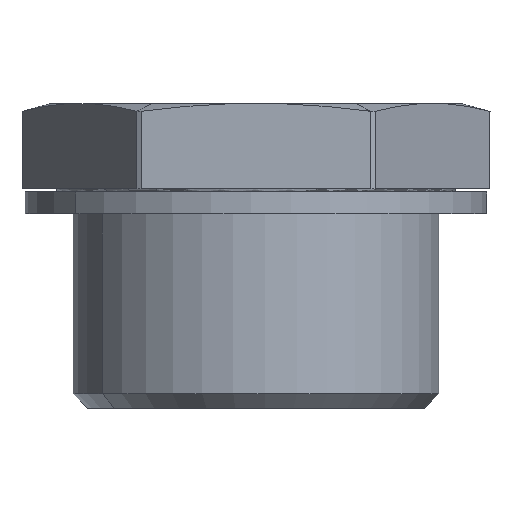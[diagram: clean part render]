
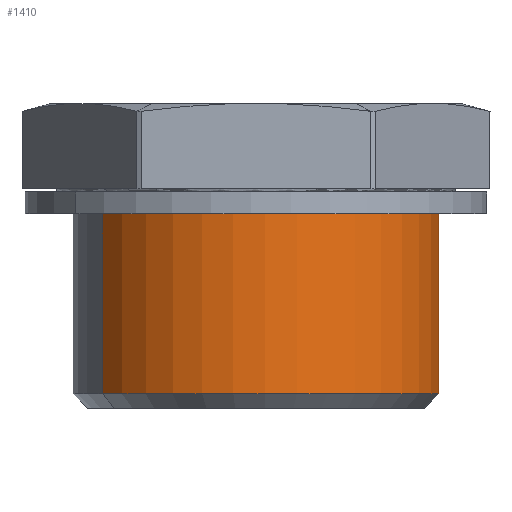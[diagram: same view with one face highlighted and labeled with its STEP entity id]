
A CAD part, left-side view. The second image highlights one B-rep face of the part: STEP entity #1410.
In plain terms, the highlighted cylindrical face has radius 12.5 mm (diameter 25 mm), a partial arc.
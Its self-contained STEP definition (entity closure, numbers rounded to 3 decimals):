
#951=AXIS2_PLACEMENT_3D('Circle Axis2P3D',#949,#950,$) ;
#1270=AXIS2_PLACEMENT_3D('Cylinder Axis2P3D',#1267,#1268,#1269) ;
#1401=AXIS2_PLACEMENT_3D('Circle Axis2P3D',#1399,#1400,$) ;
#944=CARTESIAN_POINT('Vertex',(22.538,5.478,13.273)) ;
#946=CARTESIAN_POINT('Vertex',(8.962,26.471,13.273)) ;
#949=CARTESIAN_POINT('Axis2P3D Location',(15.75,15.975,13.273)) ;
#1267=CARTESIAN_POINT('Axis2P3D Location',(15.75,15.975,10.)) ;
#1385=CARTESIAN_POINT('Line Origine',(22.538,5.478,10.)) ;
#1389=CARTESIAN_POINT('Vertex',(22.538,5.478,1.)) ;
#1392=CARTESIAN_POINT('Line Origine',(8.962,26.471,10.)) ;
#1396=CARTESIAN_POINT('Vertex',(8.962,26.471,1.)) ;
#1399=CARTESIAN_POINT('Axis2P3D Location',(15.75,15.975,1.)) ;
#950=DIRECTION('Axis2P3D Direction',(0.,0.,1.)) ;
#1268=DIRECTION('Axis2P3D Direction',(0.,0.,-1.)) ;
#1269=DIRECTION('Axis2P3D XDirection',(0.543,-0.84,0.)) ;
#1386=DIRECTION('Vector Direction',(0.,0.,-1.)) ;
#1393=DIRECTION('Vector Direction',(0.,0.,-1.)) ;
#1400=DIRECTION('Axis2P3D Direction',(0.,0.,-1.)) ;
#1387=VECTOR('Line Direction',#1386,1.) ;
#1394=VECTOR('Line Direction',#1393,1.) ;
#1405=ORIENTED_EDGE('',*,*,#1391,.T.) ;
#1406=ORIENTED_EDGE('',*,*,#953,.F.) ;
#1407=ORIENTED_EDGE('',*,*,#1398,.F.) ;
#1408=ORIENTED_EDGE('',*,*,#1403,.F.) ;
#1410=ADVANCED_FACE('M25x1.5 KORTAPA (TL15)_1\\Solid1',(#1409),#1271,.T.) ;
#952=CIRCLE('generated circle',#951,12.5) ;
#1402=CIRCLE('generated circle',#1401,12.5) ;
#1271=CYLINDRICAL_SURFACE('generated cylinder',#1270,12.5) ;
#953=EDGE_CURVE('',#947,#945,#952,.T.) ;
#1391=EDGE_CURVE('',#1390,#945,#1388,.F.) ;
#1398=EDGE_CURVE('',#1397,#947,#1395,.F.) ;
#1403=EDGE_CURVE('',#1390,#1397,#1402,.T.) ;
#1404=EDGE_LOOP('',(#1405,#1406,#1407,#1408)) ;
#1409=FACE_OUTER_BOUND('',#1404,.T.) ;
#1388=LINE('Line',#1385,#1387) ;
#1395=LINE('Line',#1392,#1394) ;
#945=VERTEX_POINT('',#944) ;
#947=VERTEX_POINT('',#946) ;
#1390=VERTEX_POINT('',#1389) ;
#1397=VERTEX_POINT('',#1396) ;
